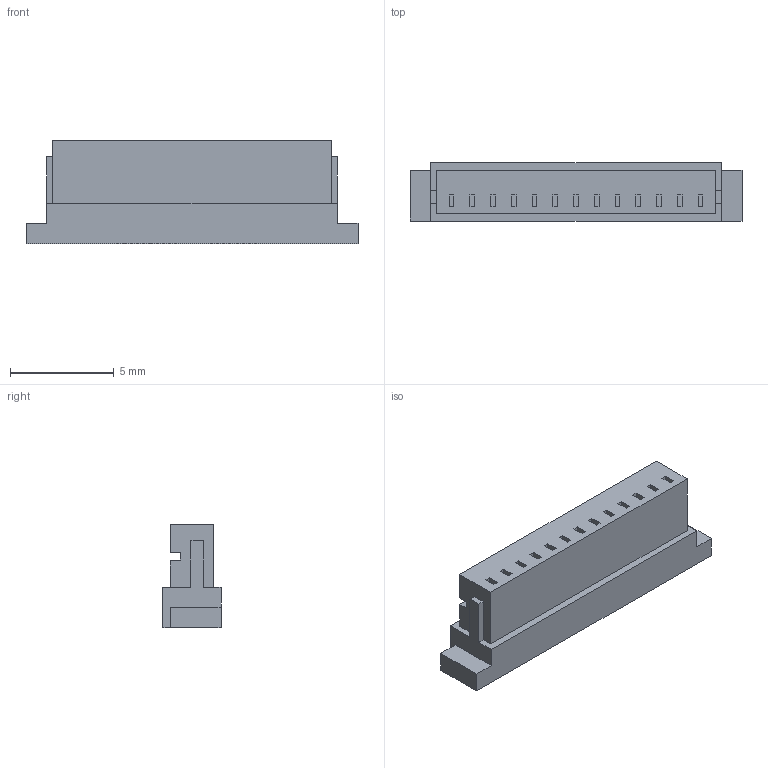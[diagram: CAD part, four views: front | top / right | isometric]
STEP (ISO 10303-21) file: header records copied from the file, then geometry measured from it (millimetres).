
FILE_DESCRIPTION (( 'STEP AP214' ), '1' );
FILE_NAME ('SHR-13V-S-B.STEP', '2012-02-09T02:31:49', ( ' ' ), ( ' ' ), 'SwSTEP 2.0', 'SolidWorks 2005235', '' );
FILE_SCHEMA (( 'AUTOMOTIVE_DESIGN' ));
Length unit declared in the file: millimetre
Products named in the file (1): SHR-13V-S-B
Bounding box: 16 x 2.8 x 5 mm (x, y, z)
Volume: 148.4 mm3; surface area: 335.7 mm2
Topology: 1 solids, 1 shells, 158 faces, 390 edges, 260 vertices
Faces by surface type: plane 158
Entity records: 6335 total; most frequent: CARTESIAN_POINT 809, ORIENTED_EDGE 780, DIRECTION 708, EDGE_CURVE 390, LINE 390, VECTOR 390, VERTEX_POINT 260, EDGE_LOOP 184
